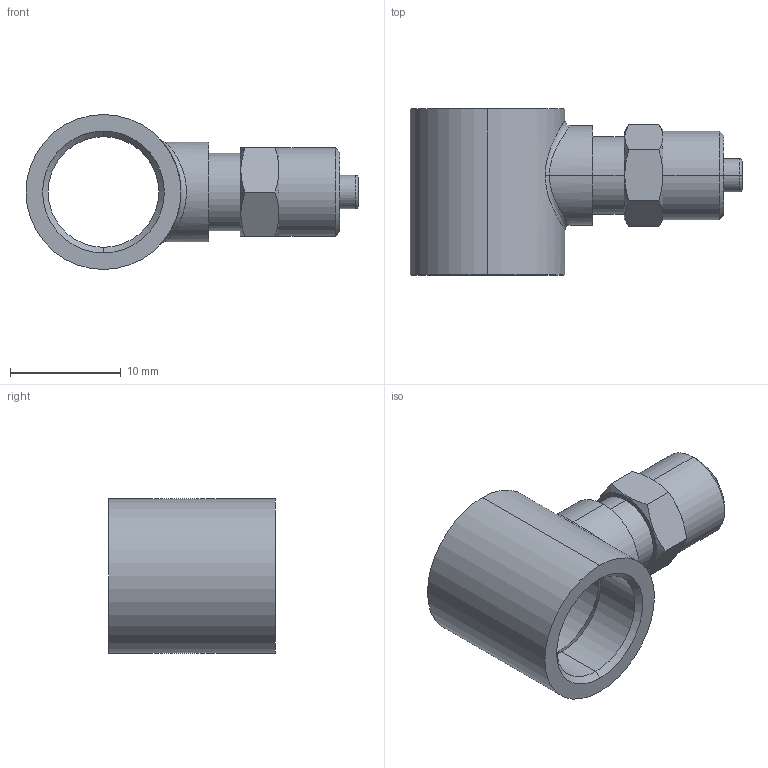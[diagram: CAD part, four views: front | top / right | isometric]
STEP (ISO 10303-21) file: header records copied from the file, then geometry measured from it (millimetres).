
FILE_DESCRIPTION (( 'STEP AP203' ), '1' );
FILE_NAME ('02130021.STEP', '2011-09-29T16:22:53', ( '' ), ( 'sopra-pneumatic' ), 'SwSTEP 2.0', 'SolidWorks 2011', '' );
FILE_SCHEMA (( 'CONFIG_CONTROL_DESIGN' ));
Length unit declared in the file: millimetre
Products named in the file (1): 02130021
Bounding box: 30 x 15 x 14 mm (x, y, z)
Volume: 1706.5 mm3; surface area: 1867.7 mm2
Topology: 1 solids, 1 shells, 61 faces, 132 edges, 78 vertices
Faces by surface type: cone 24, cylinder 20, plane 13, bspline 2, torus 2
Entity records: 2207 total; most frequent: CARTESIAN_POINT 812, DIRECTION 284, ORIENTED_EDGE 264, EDGE_CURVE 132, AXIS2_PLACEMENT_3D 120, VERTEX_POINT 78, EDGE_LOOP 70, FACE_OUTER_BOUND 61
